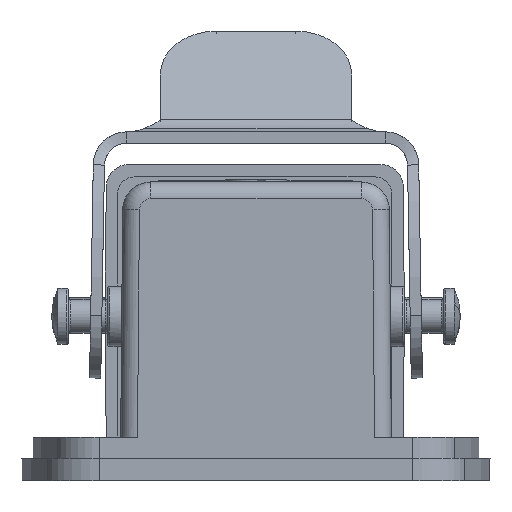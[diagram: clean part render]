
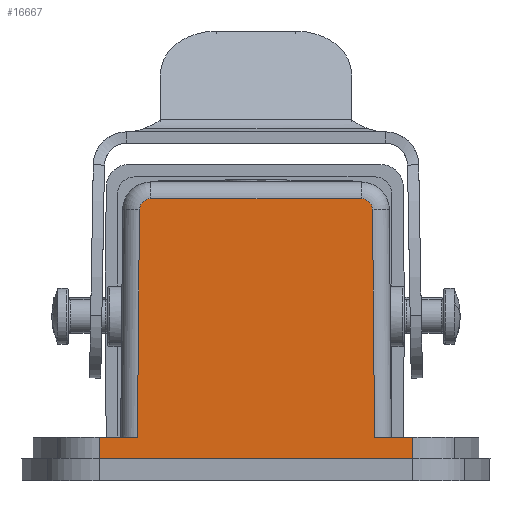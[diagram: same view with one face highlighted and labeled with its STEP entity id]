
A CAD part, left-side view. The second image highlights one B-rep face of the part: STEP entity #16667.
In plain terms, the highlighted planar face has unit normal (-1, 0, 0).
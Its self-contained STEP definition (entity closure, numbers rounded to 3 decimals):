
#16570=AXIS2_PLACEMENT_3D('Circle Axis2P3D',#16568,#16569,$) ;
#16583=AXIS2_PLACEMENT_3D('Plane Axis2P3D',#16580,#16581,#16582) ;
#16624=AXIS2_PLACEMENT_3D('Circle Axis2P3D',#16622,#16623,$) ;
#16245=CARTESIAN_POINT('Vertex',(1.,30.412,25.2)) ;
#16248=CARTESIAN_POINT('Line Origine',(1.,21.,25.2)) ;
#16252=CARTESIAN_POINT('Vertex',(1.,11.588,25.2)) ;
#16565=CARTESIAN_POINT('Vertex',(1.,31.412,24.209)) ;
#16568=CARTESIAN_POINT('Axis2P3D Location',(1.,30.412,24.2)) ;
#16580=CARTESIAN_POINT('Axis2P3D Location',(1.,21.,14.7)) ;
#16585=CARTESIAN_POINT('Line Origine',(1.,21.,2.)) ;
#16589=CARTESIAN_POINT('Vertex',(1.,7.,2.)) ;
#16591=CARTESIAN_POINT('Vertex',(1.,35.,2.)) ;
#16594=CARTESIAN_POINT('Line Origine',(1.,7.,2.95)) ;
#16598=CARTESIAN_POINT('Vertex',(1.,7.,3.9)) ;
#16601=CARTESIAN_POINT('Line Origine',(1.,7.955,3.9)) ;
#16605=CARTESIAN_POINT('Vertex',(1.,8.91,3.9)) ;
#16608=CARTESIAN_POINT('Line Origine',(1.,9.661,3.9)) ;
#16612=CARTESIAN_POINT('Vertex',(1.,10.411,3.9)) ;
#16615=CARTESIAN_POINT('Line Origine',(1.,10.499,14.054)) ;
#16619=CARTESIAN_POINT('Vertex',(1.,10.588,24.209)) ;
#16622=CARTESIAN_POINT('Axis2P3D Location',(1.,11.588,24.2)) ;
#16627=CARTESIAN_POINT('Line Origine',(1.,31.501,14.054)) ;
#16631=CARTESIAN_POINT('Vertex',(1.,31.589,3.9)) ;
#16634=CARTESIAN_POINT('Line Origine',(1.,32.339,3.9)) ;
#16638=CARTESIAN_POINT('Vertex',(1.,33.09,3.9)) ;
#16641=CARTESIAN_POINT('Line Origine',(1.,34.045,3.9)) ;
#16645=CARTESIAN_POINT('Vertex',(1.,35.,3.9)) ;
#16648=CARTESIAN_POINT('Line Origine',(1.,35.,2.95)) ;
#16249=DIRECTION('Vector Direction',(0.,1.,0.)) ;
#16569=DIRECTION('Axis2P3D Direction',(1.,0.,0.)) ;
#16581=DIRECTION('Axis2P3D Direction',(1.,0.,0.)) ;
#16582=DIRECTION('Axis2P3D XDirection',(0.,1.,0.)) ;
#16586=DIRECTION('Vector Direction',(0.,-1.,0.)) ;
#16595=DIRECTION('Vector Direction',(0.,0.,-1.)) ;
#16602=DIRECTION('Vector Direction',(0.,-1.,0.)) ;
#16609=DIRECTION('Vector Direction',(0.,1.,0.)) ;
#16616=DIRECTION('Vector Direction',(0.,-0.009,-1.)) ;
#16623=DIRECTION('Axis2P3D Direction',(1.,0.,0.)) ;
#16628=DIRECTION('Vector Direction',(0.,-0.009,1.)) ;
#16635=DIRECTION('Vector Direction',(0.,1.,0.)) ;
#16642=DIRECTION('Vector Direction',(0.,-1.,0.)) ;
#16649=DIRECTION('Vector Direction',(0.,0.,-1.)) ;
#16250=VECTOR('Line Direction',#16249,1.) ;
#16587=VECTOR('Line Direction',#16586,1.) ;
#16596=VECTOR('Line Direction',#16595,1.) ;
#16603=VECTOR('Line Direction',#16602,1.) ;
#16610=VECTOR('Line Direction',#16609,1.) ;
#16617=VECTOR('Line Direction',#16616,1.) ;
#16629=VECTOR('Line Direction',#16628,1.) ;
#16636=VECTOR('Line Direction',#16635,1.) ;
#16643=VECTOR('Line Direction',#16642,1.) ;
#16650=VECTOR('Line Direction',#16649,1.) ;
#16654=ORIENTED_EDGE('',*,*,#16593,.F.) ;
#16655=ORIENTED_EDGE('',*,*,#16600,.F.) ;
#16656=ORIENTED_EDGE('',*,*,#16607,.T.) ;
#16657=ORIENTED_EDGE('',*,*,#16614,.F.) ;
#16658=ORIENTED_EDGE('',*,*,#16621,.F.) ;
#16659=ORIENTED_EDGE('',*,*,#16626,.F.) ;
#16660=ORIENTED_EDGE('',*,*,#16254,.F.) ;
#16661=ORIENTED_EDGE('',*,*,#16572,.F.) ;
#16662=ORIENTED_EDGE('',*,*,#16633,.F.) ;
#16663=ORIENTED_EDGE('',*,*,#16640,.F.) ;
#16664=ORIENTED_EDGE('',*,*,#16647,.T.) ;
#16665=ORIENTED_EDGE('',*,*,#16652,.T.) ;
#16667=ADVANCED_FACE('1652420000.1.1',(#16666),#16584,.F.) ;
#16571=CIRCLE('generated circle',#16570,1.) ;
#16625=CIRCLE('generated circle',#16624,1.) ;
#16254=EDGE_CURVE('',#16246,#16253,#16251,.F.) ;
#16572=EDGE_CURVE('',#16566,#16246,#16571,.T.) ;
#16593=EDGE_CURVE('',#16590,#16592,#16588,.F.) ;
#16600=EDGE_CURVE('',#16599,#16590,#16597,.T.) ;
#16607=EDGE_CURVE('',#16599,#16606,#16604,.F.) ;
#16614=EDGE_CURVE('',#16613,#16606,#16611,.F.) ;
#16621=EDGE_CURVE('',#16620,#16613,#16618,.T.) ;
#16626=EDGE_CURVE('',#16253,#16620,#16625,.T.) ;
#16633=EDGE_CURVE('',#16632,#16566,#16630,.T.) ;
#16640=EDGE_CURVE('',#16639,#16632,#16637,.F.) ;
#16647=EDGE_CURVE('',#16639,#16646,#16644,.F.) ;
#16652=EDGE_CURVE('',#16646,#16592,#16651,.T.) ;
#16653=EDGE_LOOP('',(#16654,#16655,#16656,#16657,#16658,#16659,#16660,#16661,#16662,#16663,#16664,#16665)) ;
#16666=FACE_OUTER_BOUND('',#16653,.T.) ;
#16251=LINE('Line',#16248,#16250) ;
#16588=LINE('Line',#16585,#16587) ;
#16597=LINE('Line',#16594,#16596) ;
#16604=LINE('Line',#16601,#16603) ;
#16611=LINE('Line',#16608,#16610) ;
#16618=LINE('Line',#16615,#16617) ;
#16630=LINE('Line',#16627,#16629) ;
#16637=LINE('Line',#16634,#16636) ;
#16644=LINE('Line',#16641,#16643) ;
#16651=LINE('Line',#16648,#16650) ;
#16584=PLANE('',#16583) ;
#16246=VERTEX_POINT('',#16245) ;
#16253=VERTEX_POINT('',#16252) ;
#16566=VERTEX_POINT('',#16565) ;
#16590=VERTEX_POINT('',#16589) ;
#16592=VERTEX_POINT('',#16591) ;
#16599=VERTEX_POINT('',#16598) ;
#16606=VERTEX_POINT('',#16605) ;
#16613=VERTEX_POINT('',#16612) ;
#16620=VERTEX_POINT('',#16619) ;
#16632=VERTEX_POINT('',#16631) ;
#16639=VERTEX_POINT('',#16638) ;
#16646=VERTEX_POINT('',#16645) ;
